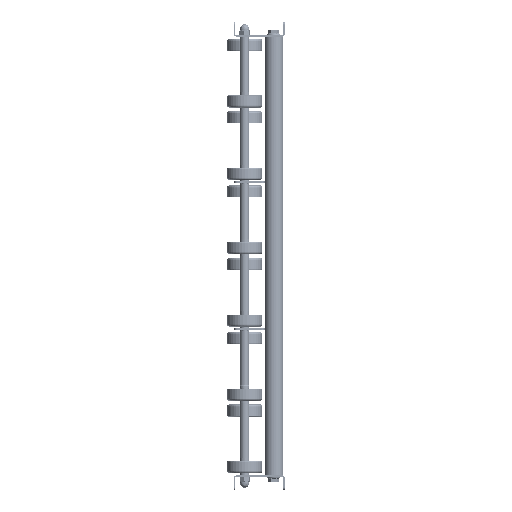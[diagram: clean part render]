
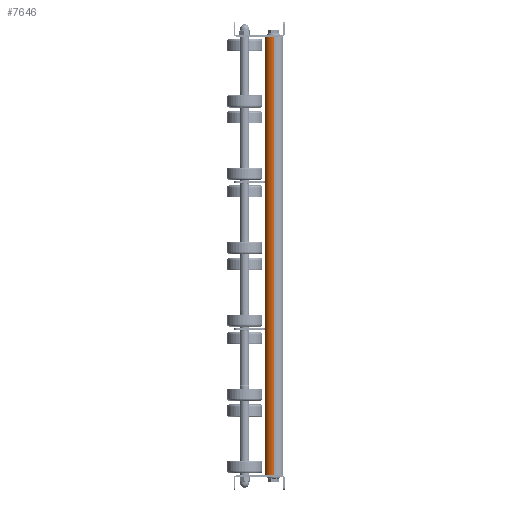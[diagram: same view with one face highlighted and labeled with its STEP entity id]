
A CAD part, left-side view. The second image highlights one B-rep face of the part: STEP entity #7646.
In plain terms, the highlighted cylindrical face has radius 12.5 mm (diameter 25 mm), a partial arc.
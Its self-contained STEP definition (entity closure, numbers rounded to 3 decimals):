
#548 = ORIENTED_EDGE ( 'NONE', *, *, #4360, .T. ) ;
#809 = DIRECTION ( 'NONE',  ( 0., 0., -1. ) ) ;
#978 = DIRECTION ( 'NONE',  ( 0., 0., 1. ) ) ;
#1778 = LINE ( 'NONE', #30101, #22170 ) ;
#3985 = CARTESIAN_POINT ( 'NONE',  ( 1., 0., 12.5 ) ) ;
#4360 = EDGE_CURVE ( 'NONE', #17665, #4577, #7668, .T. ) ;
#4577 = VERTEX_POINT ( 'NONE', #8750 ) ;
#4826 = CARTESIAN_POINT ( 'NONE',  ( 600., 0., -12.5 ) ) ;
#5576 = CARTESIAN_POINT ( 'NONE',  ( 1., 0., 0. ) ) ;
#7646 = ADVANCED_FACE ( 'NONE', ( #29743 ), #15810, .T. ) ;
#7668 = LINE ( 'NONE', #4826, #12952 ) ;
#8750 = CARTESIAN_POINT ( 'NONE',  ( 1., 0., -12.5 ) ) ;
#8891 = VERTEX_POINT ( 'NONE', #3985 ) ;
#9698 = VERTEX_POINT ( 'NONE', #28687 ) ;
#9802 = AXIS2_PLACEMENT_3D ( 'NONE', #29636, #17305, #15391 ) ;
#10748 = AXIS2_PLACEMENT_3D ( 'NONE', #20258, #13595, #978 ) ;
#11048 = EDGE_CURVE ( 'NONE', #9698, #17665, #30975, .T. ) ;
#11305 = EDGE_CURVE ( 'NONE', #4577, #8891, #26471, .T. ) ;
#12952 = VECTOR ( 'NONE', #29468, 1000. ) ;
#13595 = DIRECTION ( 'NONE',  ( -1., 0., 0. ) ) ;
#14573 = CARTESIAN_POINT ( 'NONE',  ( 599., 0., -12.5 ) ) ;
#15187 = DIRECTION ( 'NONE',  ( 1., 0., 0. ) ) ;
#15361 = ORIENTED_EDGE ( 'NONE', *, *, #11305, .T. ) ;
#15391 = DIRECTION ( 'NONE',  ( 0., 0., -1. ) ) ;
#15810 = CYLINDRICAL_SURFACE ( 'NONE', #10748, 12.5 ) ;
#17305 = DIRECTION ( 'NONE',  ( -1., 0., 0. ) ) ;
#17665 = VERTEX_POINT ( 'NONE', #14573 ) ;
#20258 = CARTESIAN_POINT ( 'NONE',  ( 600., 0., 0. ) ) ;
#20298 = DIRECTION ( 'NONE',  ( -1., 0., 0. ) ) ;
#21620 = EDGE_CURVE ( 'NONE', #9698, #8891, #1778, .T. ) ;
#22170 = VECTOR ( 'NONE', #20298, 1000. ) ;
#22443 = EDGE_LOOP ( 'NONE', ( #26213, #548, #15361, #29422 ) ) ;
#26213 = ORIENTED_EDGE ( 'NONE', *, *, #11048, .T. ) ;
#26471 = CIRCLE ( 'NONE', #28510, 12.5 ) ;
#28510 = AXIS2_PLACEMENT_3D ( 'NONE', #5576, #15187, #809 ) ;
#28687 = CARTESIAN_POINT ( 'NONE',  ( 599., 0., 12.5 ) ) ;
#29422 = ORIENTED_EDGE ( 'NONE', *, *, #21620, .F. ) ;
#29468 = DIRECTION ( 'NONE',  ( -1., 0., 0. ) ) ;
#29636 = CARTESIAN_POINT ( 'NONE',  ( 599., 0., 0. ) ) ;
#29743 = FACE_OUTER_BOUND ( 'NONE', #22443, .T. ) ;
#30101 = CARTESIAN_POINT ( 'NONE',  ( 600., 0., 12.5 ) ) ;
#30975 = CIRCLE ( 'NONE', #9802, 12.5 ) ;
